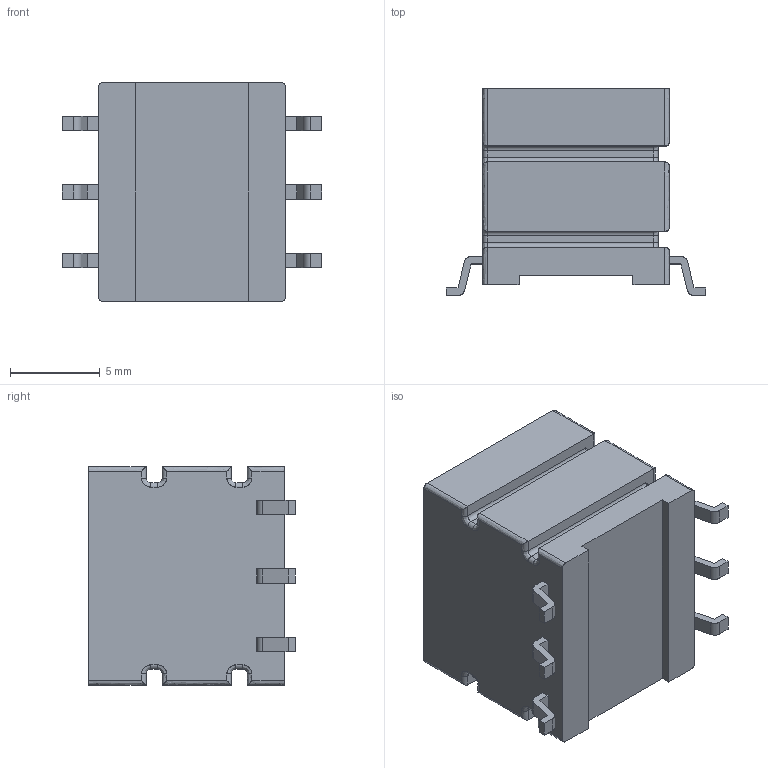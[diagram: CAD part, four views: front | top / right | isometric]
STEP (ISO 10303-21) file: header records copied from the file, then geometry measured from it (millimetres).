
FILE_DESCRIPTION(('FreeCAD Model'),'2;1');
FILE_NAME('WE_MID-PPTI_10.4x12.3x11.9.step','2020-11-05T00:45:40',('Author'),(''), 'Open CASCADE STEP processor 7.3','FreeCAD','Unknown');
FILE_SCHEMA(('AUTOMOTIVE_DESIGN { 1 0 10303 214 1 1 1 1 }'));
Length unit declared in the file: millimetre
Products named in the file (2): o102156v372_Download_IGS_250_1243__rev1_; o102156v372_Download_IGS_250_1243__rev1_001
Bounding box: 14.47 x 11.53 x 12.19 mm (x, y, z)
Surface area: 1439.2 mm2 (no closed solid volume)
Topology: 0 solids, 181 shells, 181 faces, 1372 edges, 1372 vertices
Faces by surface type: bspline 114, revolution 67
Entity records: 24265 total; most frequent: CARTESIAN_POINT 8455, B_SPLINE_CURVE_WITH_KNOTS 1948, ORIENTED_EDGE 1372, EDGE_CURVE 1372, VERTEX_POINT 1372, SURFACE_CURVE 1372, PCURVE 1372, DEFINITIONAL_REPRESENTATION 1372
